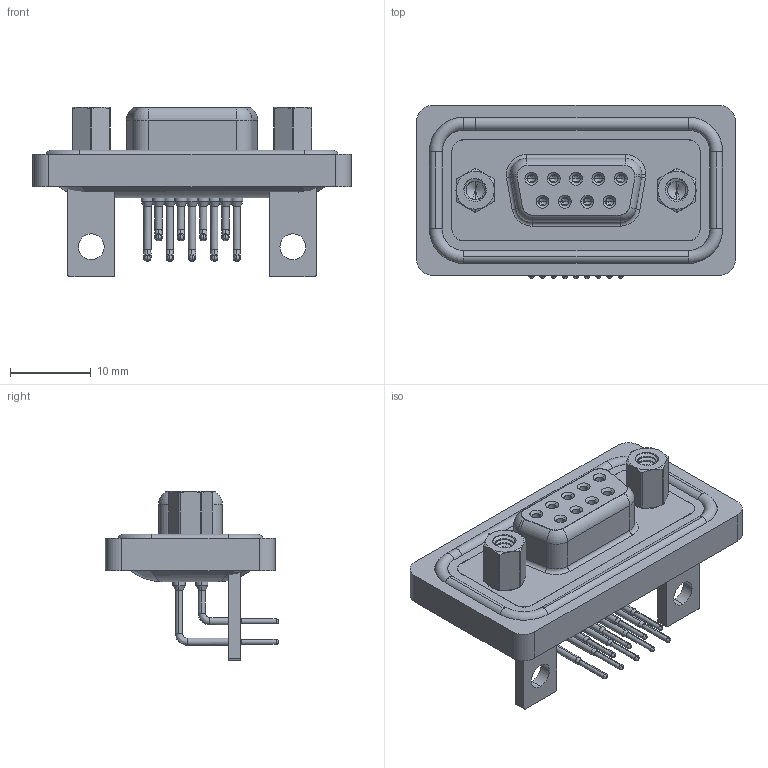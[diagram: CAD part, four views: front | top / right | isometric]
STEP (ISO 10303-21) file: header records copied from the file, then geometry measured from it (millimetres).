
FILE_DESCRIPTION (( 'STEP AP203' ), '1' );
FILE_NAME ('630-W09-640-015.STEP', '2019-08-09T17:49:55', ( '' ), ( '' ), 'SwSTEP 2.0', 'SolidWorks 2016', '' );
FILE_SCHEMA (( 'CONFIG_CONTROL_DESIGN' ));
Length unit declared in the file: millimetre
Products named in the file (9): 630W 4-40 Hex Standoff; 630-W09-640-015; 630W Contact Row 1; 630W Contact Row 2; 630W Waterproof Housing_09 Contacts; 630W Housing_09 Contacts; 630W Shell_09 Contacts; 630W Stabilizer Bracket; 630W 4-40 Threaded Rivet_Stabilizer
Assembly tree (18 placements, depth 2):
  630-W09-640-015
    630W Housing_09 Contacts
    630W Shell_09 Contacts
    630W Contact Row 1  x5
    630W Contact Row 2  x4
    630W 4-40 Threaded Rivet_Stabilizer  x2
    630W 4-40 Hex Standoff  x2
    630W Stabilizer Bracket  x2
    630W Waterproof Housing_09 Contacts
Bounding box: 39.51 x 21.5 x 21.05 mm (x, y, z)
Volume: 4725.7 mm3; surface area: 8076.9 mm2
Topology: 19 solids, 19 shells, 964 faces, 2475 edges, 1571 vertices
Faces by surface type: cylinder 465, plane 258, cone 133, bspline 58, torus 50
Entity records: 22575 total; most frequent: CARTESIAN_POINT 7742, DIRECTION 2987, ORIENTED_EDGE 2790, EDGE_CURVE 1395, AXIS2_PLACEMENT_3D 1213, VERTEX_POINT 896, EDGE_LOOP 661, CIRCLE 649
